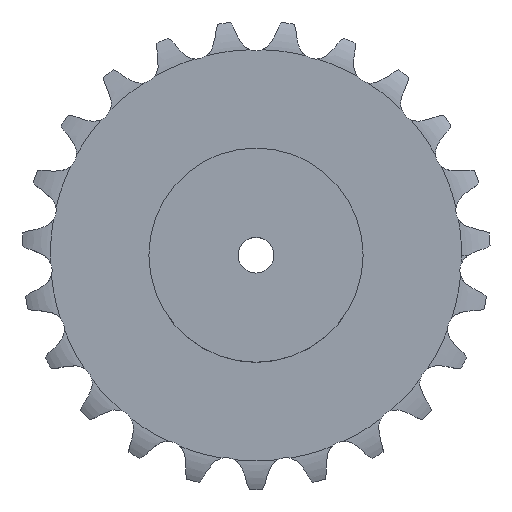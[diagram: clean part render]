
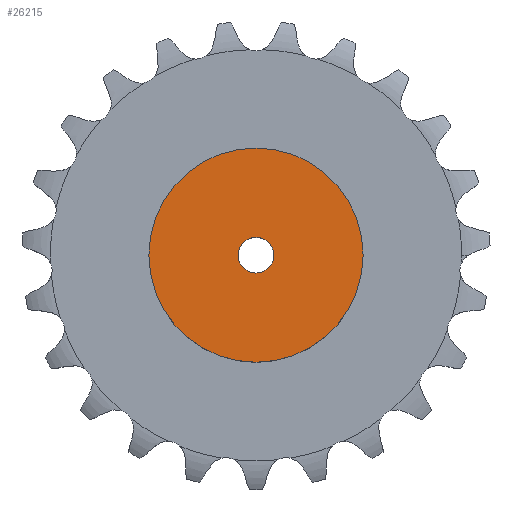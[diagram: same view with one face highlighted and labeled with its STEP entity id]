
A CAD part, top view. The second image highlights one B-rep face of the part: STEP entity #26215.
In plain terms, the highlighted planar face has unit normal (0, 0, 1).
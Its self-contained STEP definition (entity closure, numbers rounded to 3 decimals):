
#3267 = CYLINDRICAL_SURFACE('',#3268,90.);
#3268 = AXIS2_PLACEMENT_3D('',#3269,#3270,#3271);
#3269 = CARTESIAN_POINT('',(0.,0.,0.));
#3270 = DIRECTION('',(-0.,-0.,-1.));
#3271 = DIRECTION('',(1.,0.,0.));
#16924 = VERTEX_POINT('',#16925);
#16925 = CARTESIAN_POINT('',(90.,0.,90.));
#16946 = EDGE_CURVE('',#16924,#16924,#16947,.T.);
#16947 = SURFACE_CURVE('',#16948,(#16953,#16960),.PCURVE_S1.);
#16948 = CIRCLE('',#16949,90.);
#16949 = AXIS2_PLACEMENT_3D('',#16950,#16951,#16952);
#16950 = CARTESIAN_POINT('',(0.,0.,90.));
#16951 = DIRECTION('',(0.,0.,1.));
#16952 = DIRECTION('',(1.,0.,0.));
#16953 = PCURVE('',#3267,#16954);
#16954 = DEFINITIONAL_REPRESENTATION('',(#16955),#16959);
#16955 = LINE('',#16956,#16957);
#16956 = CARTESIAN_POINT('',(-0.,-90.));
#16957 = VECTOR('',#16958,1.);
#16958 = DIRECTION('',(-1.,0.));
#16959 = ( GEOMETRIC_REPRESENTATION_CONTEXT(2) 
PARAMETRIC_REPRESENTATION_CONTEXT() REPRESENTATION_CONTEXT('2D SPACE',''
  ) );
#16960 = PCURVE('',#16961,#16966);
#16961 = PLANE('',#16962);
#16962 = AXIS2_PLACEMENT_3D('',#16963,#16964,#16965);
#16963 = CARTESIAN_POINT('',(0.,0.,90.)
  );
#16964 = DIRECTION('',(0.,0.,1.));
#16965 = DIRECTION('',(1.,0.,0.));
#16966 = DEFINITIONAL_REPRESENTATION('',(#16967),#16971);
#16967 = CIRCLE('',#16968,90.);
#16968 = AXIS2_PLACEMENT_2D('',#16969,#16970);
#16969 = CARTESIAN_POINT('',(0.,0.));
#16970 = DIRECTION('',(1.,0.));
#16971 = ( GEOMETRIC_REPRESENTATION_CONTEXT(2) 
PARAMETRIC_REPRESENTATION_CONTEXT() REPRESENTATION_CONTEXT('2D SPACE',''
  ) );
#22484 = CYLINDRICAL_SURFACE('',#22485,15.);
#22485 = AXIS2_PLACEMENT_3D('',#22486,#22487,#22488);
#22486 = CARTESIAN_POINT('',(0.,0.,607.022));
#22487 = DIRECTION('',(0.,0.,1.));
#22488 = DIRECTION('',(1.,0.,0.));
#26215 = ADVANCED_FACE('',(#26216,#26219),#16961,.T.);
#26216 = FACE_BOUND('',#26217,.T.);
#26217 = EDGE_LOOP('',(#26218));
#26218 = ORIENTED_EDGE('',*,*,#16946,.T.);
#26219 = FACE_BOUND('',#26220,.T.);
#26220 = EDGE_LOOP('',(#26221));
#26221 = ORIENTED_EDGE('',*,*,#26222,.F.);
#26222 = EDGE_CURVE('',#26223,#26223,#26225,.T.);
#26223 = VERTEX_POINT('',#26224);
#26224 = CARTESIAN_POINT('',(15.,0.,90.));
#26225 = SURFACE_CURVE('',#26226,(#26231,#26238),.PCURVE_S1.);
#26226 = CIRCLE('',#26227,15.);
#26227 = AXIS2_PLACEMENT_3D('',#26228,#26229,#26230);
#26228 = CARTESIAN_POINT('',(0.,0.,90.));
#26229 = DIRECTION('',(0.,0.,1.));
#26230 = DIRECTION('',(1.,0.,0.));
#26231 = PCURVE('',#16961,#26232);
#26232 = DEFINITIONAL_REPRESENTATION('',(#26233),#26237);
#26233 = CIRCLE('',#26234,15.);
#26234 = AXIS2_PLACEMENT_2D('',#26235,#26236);
#26235 = CARTESIAN_POINT('',(0.,0.));
#26236 = DIRECTION('',(1.,0.));
#26237 = ( GEOMETRIC_REPRESENTATION_CONTEXT(2) 
PARAMETRIC_REPRESENTATION_CONTEXT() REPRESENTATION_CONTEXT('2D SPACE',''
  ) );
#26238 = PCURVE('',#22484,#26239);
#26239 = DEFINITIONAL_REPRESENTATION('',(#26240),#26244);
#26240 = LINE('',#26241,#26242);
#26241 = CARTESIAN_POINT('',(0.,-517.022));
#26242 = VECTOR('',#26243,1.);
#26243 = DIRECTION('',(1.,0.));
#26244 = ( GEOMETRIC_REPRESENTATION_CONTEXT(2) 
PARAMETRIC_REPRESENTATION_CONTEXT() REPRESENTATION_CONTEXT('2D SPACE',''
  ) );
